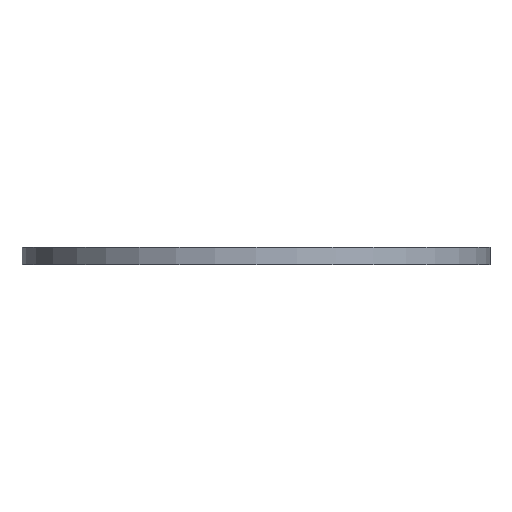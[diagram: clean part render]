
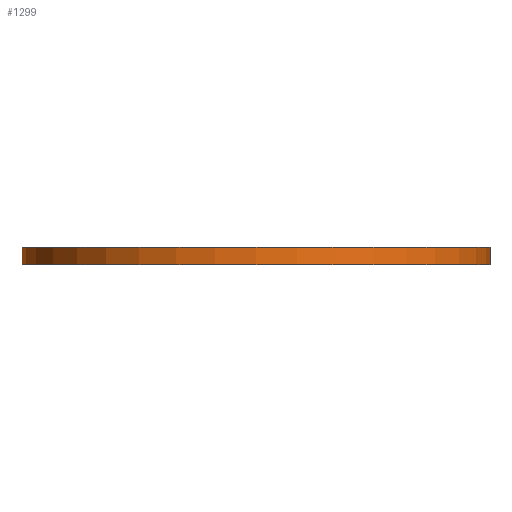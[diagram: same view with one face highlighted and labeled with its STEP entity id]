
A CAD part, left-side view. The second image highlights one B-rep face of the part: STEP entity #1299.
In plain terms, the highlighted cylindrical face has radius 5.3 mm (diameter 10.6 mm), a full revolution.
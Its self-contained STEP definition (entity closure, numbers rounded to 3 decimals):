
#1299 = ADVANCED_FACE('',(#1300),#1314,.T.);
#1300 = FACE_BOUND('',#1301,.F.);
#1301 = EDGE_LOOP('',(#1302,#1332,#1359,#1360));
#1302 = ORIENTED_EDGE('',*,*,#1303,.T.);
#1303 = EDGE_CURVE('',#1304,#1306,#1308,.T.);
#1304 = VERTEX_POINT('',#1305);
#1305 = CARTESIAN_POINT('',(-1.654,0.,0.));
#1306 = VERTEX_POINT('',#1307);
#1307 = CARTESIAN_POINT('',(-1.654,0.,0.4));
#1308 = SEAM_CURVE('',#1309,(#1313,#1325),.PCURVE_S1.);
#1309 = LINE('',#1310,#1311);
#1310 = CARTESIAN_POINT('',(-1.654,0.,0.));
#1311 = VECTOR('',#1312,1.);
#1312 = DIRECTION('',(0.,0.,1.));
#1313 = PCURVE('',#1314,#1319);
#1314 = CYLINDRICAL_SURFACE('',#1315,5.3);
#1315 = AXIS2_PLACEMENT_3D('',#1316,#1317,#1318);
#1316 = CARTESIAN_POINT('',(-6.954,0.,0.));
#1317 = DIRECTION('',(-0.,-0.,-1.));
#1318 = DIRECTION('',(1.,0.,0.));
#1319 = DEFINITIONAL_REPRESENTATION('',(#1320),#1324);
#1320 = LINE('',#1321,#1322);
#1321 = CARTESIAN_POINT('',(-0.,0.));
#1322 = VECTOR('',#1323,1.);
#1323 = DIRECTION('',(-0.,-1.));
#1324 = ( GEOMETRIC_REPRESENTATION_CONTEXT(2) 
PARAMETRIC_REPRESENTATION_CONTEXT() REPRESENTATION_CONTEXT('2D SPACE',''
  ) );
#1325 = PCURVE('',#1314,#1326);
#1326 = DEFINITIONAL_REPRESENTATION('',(#1327),#1331);
#1327 = LINE('',#1328,#1329);
#1328 = CARTESIAN_POINT('',(-6.283,0.));
#1329 = VECTOR('',#1330,1.);
#1330 = DIRECTION('',(-0.,-1.));
#1331 = ( GEOMETRIC_REPRESENTATION_CONTEXT(2) 
PARAMETRIC_REPRESENTATION_CONTEXT() REPRESENTATION_CONTEXT('2D SPACE',''
  ) );
#1332 = ORIENTED_EDGE('',*,*,#1333,.T.);
#1333 = EDGE_CURVE('',#1306,#1306,#1334,.T.);
#1334 = SURFACE_CURVE('',#1335,(#1340,#1347),.PCURVE_S1.);
#1335 = CIRCLE('',#1336,5.3);
#1336 = AXIS2_PLACEMENT_3D('',#1337,#1338,#1339);
#1337 = CARTESIAN_POINT('',(-6.954,0.,0.4));
#1338 = DIRECTION('',(0.,0.,1.));
#1339 = DIRECTION('',(1.,0.,0.));
#1340 = PCURVE('',#1314,#1341);
#1341 = DEFINITIONAL_REPRESENTATION('',(#1342),#1346);
#1342 = LINE('',#1343,#1344);
#1343 = CARTESIAN_POINT('',(-0.,-0.4));
#1344 = VECTOR('',#1345,1.);
#1345 = DIRECTION('',(-1.,0.));
#1346 = ( GEOMETRIC_REPRESENTATION_CONTEXT(2) 
PARAMETRIC_REPRESENTATION_CONTEXT() REPRESENTATION_CONTEXT('2D SPACE',''
  ) );
#1347 = PCURVE('',#1348,#1353);
#1348 = PLANE('',#1349);
#1349 = AXIS2_PLACEMENT_3D('',#1350,#1351,#1352);
#1350 = CARTESIAN_POINT('',(-6.954,0.,0.4));
#1351 = DIRECTION('',(0.,0.,1.));
#1352 = DIRECTION('',(1.,0.,0.));
#1353 = DEFINITIONAL_REPRESENTATION('',(#1354),#1358);
#1354 = CIRCLE('',#1355,5.3);
#1355 = AXIS2_PLACEMENT_2D('',#1356,#1357);
#1356 = CARTESIAN_POINT('',(0.,0.));
#1357 = DIRECTION('',(1.,0.));
#1358 = ( GEOMETRIC_REPRESENTATION_CONTEXT(2) 
PARAMETRIC_REPRESENTATION_CONTEXT() REPRESENTATION_CONTEXT('2D SPACE',''
  ) );
#1359 = ORIENTED_EDGE('',*,*,#1303,.F.);
#1360 = ORIENTED_EDGE('',*,*,#1361,.F.);
#1361 = EDGE_CURVE('',#1304,#1304,#1362,.T.);
#1362 = SURFACE_CURVE('',#1363,(#1368,#1375),.PCURVE_S1.);
#1363 = CIRCLE('',#1364,5.3);
#1364 = AXIS2_PLACEMENT_3D('',#1365,#1366,#1367);
#1365 = CARTESIAN_POINT('',(-6.954,0.,0.));
#1366 = DIRECTION('',(0.,0.,1.));
#1367 = DIRECTION('',(1.,0.,0.));
#1368 = PCURVE('',#1314,#1369);
#1369 = DEFINITIONAL_REPRESENTATION('',(#1370),#1374);
#1370 = LINE('',#1371,#1372);
#1371 = CARTESIAN_POINT('',(-0.,0.));
#1372 = VECTOR('',#1373,1.);
#1373 = DIRECTION('',(-1.,0.));
#1374 = ( GEOMETRIC_REPRESENTATION_CONTEXT(2) 
PARAMETRIC_REPRESENTATION_CONTEXT() REPRESENTATION_CONTEXT('2D SPACE',''
  ) );
#1375 = PCURVE('',#1376,#1381);
#1376 = PLANE('',#1377);
#1377 = AXIS2_PLACEMENT_3D('',#1378,#1379,#1380);
#1378 = CARTESIAN_POINT('',(-6.954,0.,0.));
#1379 = DIRECTION('',(0.,0.,1.));
#1380 = DIRECTION('',(1.,0.,0.));
#1381 = DEFINITIONAL_REPRESENTATION('',(#1382),#1386);
#1382 = CIRCLE('',#1383,5.3);
#1383 = AXIS2_PLACEMENT_2D('',#1384,#1385);
#1384 = CARTESIAN_POINT('',(0.,0.));
#1385 = DIRECTION('',(1.,0.));
#1386 = ( GEOMETRIC_REPRESENTATION_CONTEXT(2) 
PARAMETRIC_REPRESENTATION_CONTEXT() REPRESENTATION_CONTEXT('2D SPACE',''
  ) );
